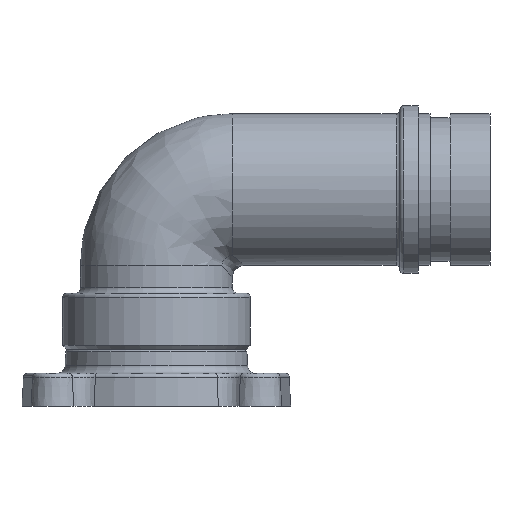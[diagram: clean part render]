
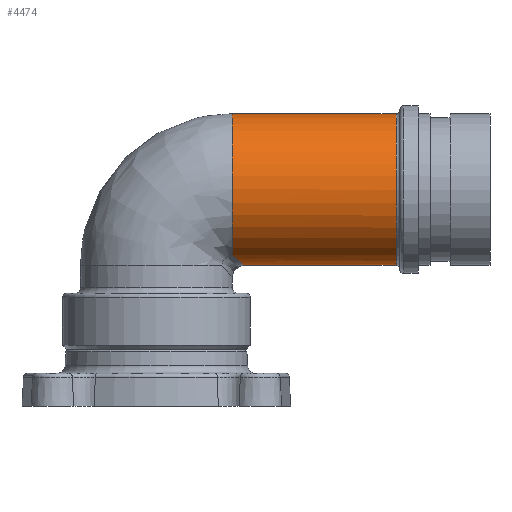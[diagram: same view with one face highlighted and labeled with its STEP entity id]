
A CAD part, left-side view. The second image highlights one B-rep face of the part: STEP entity #4474.
In plain terms, the highlighted cylindrical face has radius 30.163 mm (diameter 60.325 mm), a partial arc.
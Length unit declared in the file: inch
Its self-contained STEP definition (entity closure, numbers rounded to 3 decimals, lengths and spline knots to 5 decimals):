
#3058=CARTESIAN_POINT('',(0.,1.375,1.375));
#3059=CARTESIAN_POINT('',(-0.02578,1.375,
1.375));
#3060=CARTESIAN_POINT('',(-0.08038,1.37668,
1.37306));
#3061=CARTESIAN_POINT('',(-0.17085,1.38606,
1.36219));
#3062=CARTESIAN_POINT('',(-0.26944,1.40439,
1.34097));
#3063=CARTESIAN_POINT('',(-0.37496,1.43383,
1.30688));
#3064=CARTESIAN_POINT('',(-0.4856,1.4765,
1.25748));
#3065=CARTESIAN_POINT('',(-0.56105,1.515,
1.21287));
#3066=CARTESIAN_POINT('',(-0.59859,1.53691,
1.1875));
#3098=CARTESIAN_POINT('',(0.,2.5625,3.7525));
#3099=DIRECTION('',(0.,0.,1.));
#3100=DIRECTION('',(0.,1.,0.));
#3101=AXIS2_PLACEMENT_3D('',#3098,#3099,#3100);
#3103=CARTESIAN_POINT('',(0.,2.5625,1.1875));
#3104=DIRECTION('',(0.,0.,1.));
#3105=DIRECTION('',(0.,1.,0.));
#3106=AXIS2_PLACEMENT_3D('',#3103,#3104,#3105);
#3108=DIRECTION('',(0.,0.,1.));
#3109=VECTOR('',#3108,2.565);
#3110=CARTESIAN_POINT('',(0.,3.75,1.1875));
#3111=LINE('',#3110,#3109);
#3117=DIRECTION('',(0.,0.,1.));
#3118=VECTOR('',#3117,2.3775);
#3119=CARTESIAN_POINT('',(0.,1.375,1.375));
#3120=LINE('',#3119,#3118);
#4249=VERTEX_POINT('',#3058);
#4250=VERTEX_POINT('',#3066);
#4255=CARTESIAN_POINT('',(0.,3.75,1.1875));
#4256=VERTEX_POINT('',#4255);
#4267=CARTESIAN_POINT('',(0.,3.75,3.7525));
#4268=VERTEX_POINT('',#4267);
#4269=CARTESIAN_POINT('',(0.,1.375,3.7525));
#4270=VERTEX_POINT('',#4269);
#4458=CARTESIAN_POINT('',(0.,2.5625,1.1875));
#4459=DIRECTION('',(0.,0.,1.));
#4460=DIRECTION('',(0.,-1.,0.));
#4461=AXIS2_PLACEMENT_3D('',#4458,#4459,#4460);
#4462=CYLINDRICAL_SURFACE('',#4461,1.1875);
#4464=ORIENTED_EDGE('',*,*,#4463,.T.);
#4466=ORIENTED_EDGE('',*,*,#4465,.T.);
#4468=ORIENTED_EDGE('',*,*,#4467,.F.);
#4469=ORIENTED_EDGE('',*,*,#4448,.T.);
#4471=ORIENTED_EDGE('',*,*,#4470,.F.);
#4472=EDGE_LOOP('',(#4464,#4466,#4468,#4469,#4471));
#4473=FACE_OUTER_BOUND('',#4472,.F.);
#4474=ADVANCED_FACE('',(#4473),#4462,.T.);
#3067=B_SPLINE_CURVE_WITH_KNOTS('',3,(#3058,#3059,#3060,#3061,#3062,#3063,#3064,
#3065,#3066),.UNSPECIFIED.,.F.,.F.,(4,1,1,1,1,1,4),(0.,0.16667,
0.33333,0.5,0.66667,0.83333,1.),
.UNSPECIFIED.);
#3102=CIRCLE('',#3101,1.1875);
#3107=CIRCLE('',#3106,1.1875);
#4448=EDGE_CURVE('',#4249,#4250,#3067,.T.);
#4463=EDGE_CURVE('',#4256,#4268,#3111,.T.);
#4465=EDGE_CURVE('',#4268,#4270,#3102,.T.);
#4467=EDGE_CURVE('',#4249,#4270,#3120,.T.);
#4470=EDGE_CURVE('',#4256,#4250,#3107,.T.);
